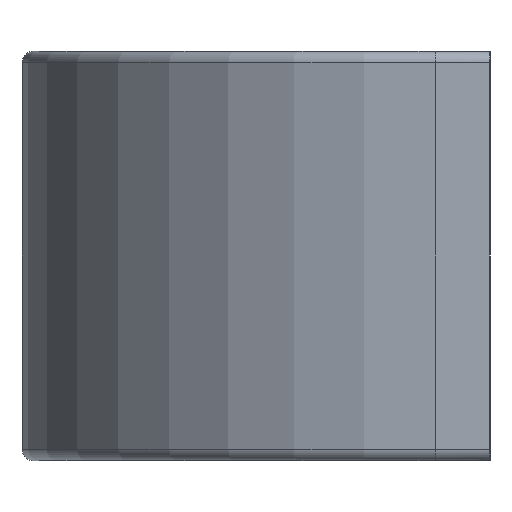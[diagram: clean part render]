
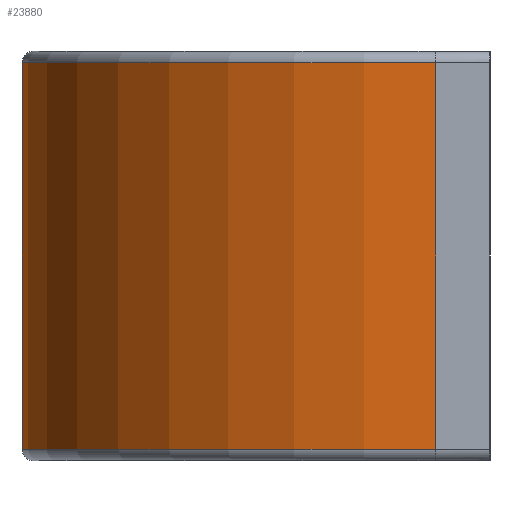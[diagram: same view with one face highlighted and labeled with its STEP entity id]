
A CAD part, left-side view. The second image highlights one B-rep face of the part: STEP entity #23880.
In plain terms, the highlighted cylindrical face has radius 36 mm (diameter 72 mm), a partial arc.
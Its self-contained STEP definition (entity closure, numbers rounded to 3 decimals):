
#130=CARTESIAN_POINT('',(-80.,40.,16.5));
#140=VERTEX_POINT('',#130);
#11250=CARTESIAN_POINT('',(-115.995,4.628,16.5));
#11260=VERTEX_POINT('',#11250);
#11570=CARTESIAN_POINT('',(-80.,40.,-16.5));
#11580=VERTEX_POINT('',#11570);
#11610=CARTESIAN_POINT('',(-80.,4.,-16.5));
#11620=DIRECTION('',(0.,0.,1.));
#11630=DIRECTION('',(1.,0.,0.));
#11640=AXIS2_PLACEMENT_3D('',#11610,#11620,#11630);
#11650=CIRCLE('',#11640,36.);
#11660=CARTESIAN_POINT('',(-115.995,4.628,-16.5));
#11670=VERTEX_POINT('',#11660);
#11680=EDGE_CURVE('',#11580,#11670,#11650,.T.);
#12110=CARTESIAN_POINT('',(-115.995,4.628,0.));
#12120=DIRECTION('',(0.,0.,1.));
#12130=VECTOR('',#12120,1.);
#12140=LINE('',#12110,#12130);
#12150=EDGE_CURVE('',#11670,#11260,#12140,.T.);
#13060=CARTESIAN_POINT('',(-80.,4.,16.5));
#13070=DIRECTION('',(0.,0.,1.));
#13080=DIRECTION('',(1.,0.,0.));
#13090=AXIS2_PLACEMENT_3D('',#13060,#13070,#13080);
#13100=CIRCLE('',#13090,36.);
#13110=EDGE_CURVE('',#140,#11260,#13100,.T.);
#16820=CARTESIAN_POINT('',(-80.,40.,-16.5));
#16830=DIRECTION('',(0.,0.,1.));
#16840=VECTOR('',#16830,1.);
#16850=LINE('',#16820,#16840);
#16860=EDGE_CURVE('',#11580,#140,#16850,.T.);
#23770=CARTESIAN_POINT('',(-80.,4.,0.));
#23780=DIRECTION('',(0.,0.,1.));
#23790=DIRECTION('',(1.,0.,0.));
#23800=AXIS2_PLACEMENT_3D('',#23770,#23780,#23790);
#23810=CYLINDRICAL_SURFACE('',#23800,36.);
#23820=ORIENTED_EDGE('',*,*,#11680,.T.);
#23830=ORIENTED_EDGE('',*,*,#16860,.F.);
#23840=ORIENTED_EDGE('',*,*,#13110,.F.);
#23850=ORIENTED_EDGE('',*,*,#12150,.T.);
#23860=EDGE_LOOP('',(#23850,#23840,#23830,#23820));
#23870=FACE_OUTER_BOUND('',#23860,.T.);
#23880=ADVANCED_FACE('',(#23870),#23810,.T.);
